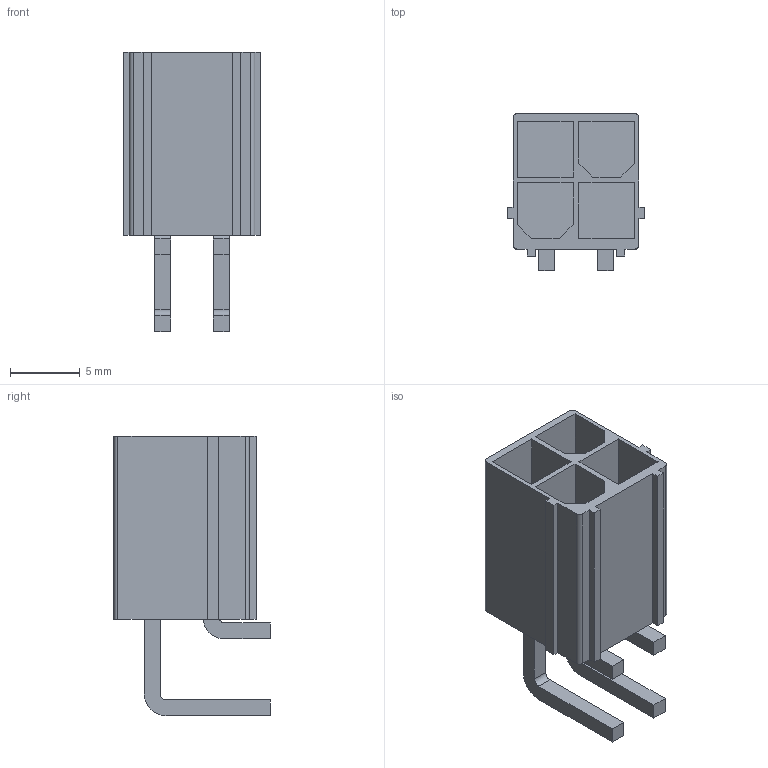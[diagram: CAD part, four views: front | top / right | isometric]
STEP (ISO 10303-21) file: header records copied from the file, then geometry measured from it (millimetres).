
FILE_DESCRIPTION (( 'STEP AP214' ), '1' );
FILE_NAME ('W4505-2X02R.STEP', '2013-04-25T11:32:01', ( 'Master' ), ( '' ), 'SwSTEP 2.0', 'SolidWorks 2010', '' );
FILE_SCHEMA (( 'AUTOMOTIVE_DESIGN' ));
Length unit declared in the file: millimetre
Products named in the file (1): W4505-2X02R
Bounding box: 9.8 x 11.2 x 20 mm (x, y, z)
Volume: 464.2 mm3; surface area: 1620.4 mm2
Topology: 1 solids, 1 shells, 82 faces, 216 edges, 144 vertices
Faces by surface type: plane 70, cylinder 12
Entity records: 2538 total; most frequent: CARTESIAN_POINT 443, ORIENTED_EDGE 432, DIRECTION 406, EDGE_CURVE 216, VECTOR 192, LINE 192, VERTEX_POINT 144, AXIS2_PLACEMENT_3D 107
